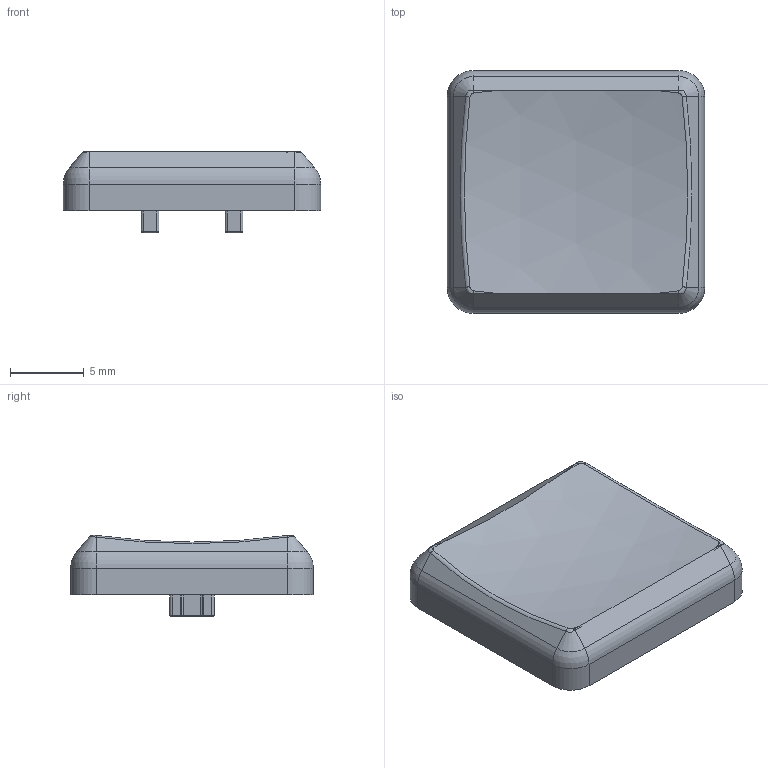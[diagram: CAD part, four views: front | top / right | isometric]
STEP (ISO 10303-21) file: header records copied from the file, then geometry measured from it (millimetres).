
FILE_DESCRIPTION(/* description */ (''),/* implementation_level */ '2;1');
FILE_NAME(/* name */ 'MBK_Keycap_-_1u_Homing BLACK.step',/* time_stamp */ '2023-05-24T22:09:37+02:00',/* author */ (''),/* organization */ (''),/* preprocessor_version */ 'ST-DEVELOPER v19.2',/* originating_system */ 'Autodesk Translation Framework v12.4.0.73',/* authorisation */ '');
FILE_SCHEMA (('AUTOMOTIVE_DESIGN { 1 0 10303 214 3 1 1 }'));
Length unit declared in the file: millimetre
Products named in the file (1): MBK_Keycap_-_1u_Homing BLACK
Bounding box: 17.45 x 16.45 x 5.54 mm (x, y, z)
Volume: 628.6 mm3; surface area: 883.6 mm2
Topology: 1 solids, 1 shells, 212 faces, 520 edges, 312 vertices
Faces by surface type: cylinder 76, plane 65, torus 30, bspline 24, sphere 13, cone 4
Full cylindrical faces by diameter (mm): 2.762 x1, 2.826 x1, 2.893 x1, 3.007 x1
Entity records: 7422 total; most frequent: CARTESIAN_POINT 2461, DIRECTION 1048, ORIENTED_EDGE 1032, EDGE_CURVE 516, AXIS2_PLACEMENT_3D 403, VERTEX_POINT 312, LINE 242, VECTOR 242
